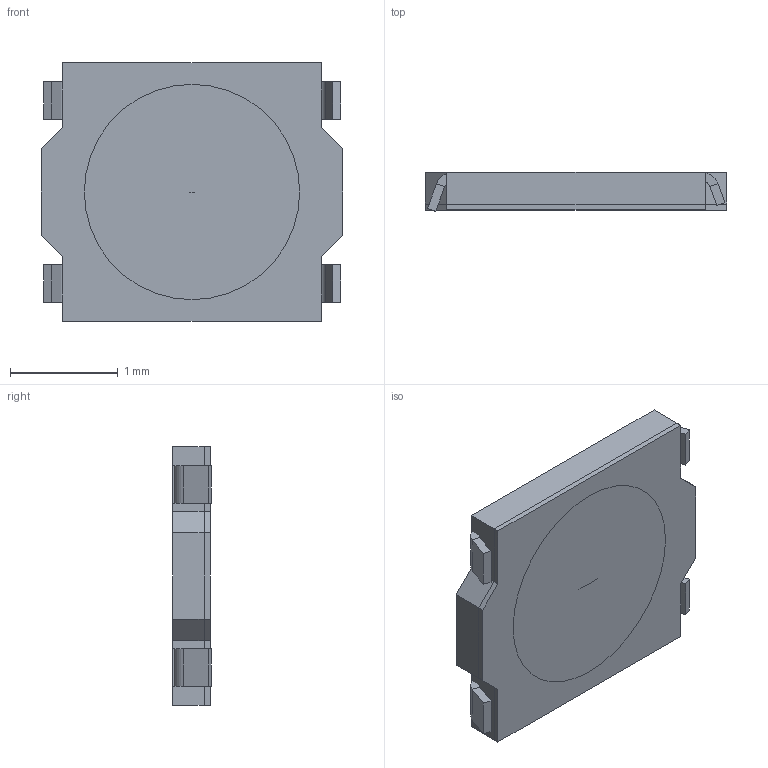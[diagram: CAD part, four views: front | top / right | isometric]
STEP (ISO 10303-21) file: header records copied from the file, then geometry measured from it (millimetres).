
FILE_DESCRIPTION((''),'2;1');
FILE_NAME('TSKH-286513_ASM','2019-11-13T',('clc'),(''),'CREO PARAMETRIC BY PTC INC, 2014190','CREO PARAMETRIC BY PTC INC, 2014190','');
FILE_SCHEMA(('CONFIG_CONTROL_DESIGN'));
Length unit declared in the file: millimetre
Products named in the file (5): HOUSING; TERMINAL1; DOME1; FILMTAPE; TSKH-286513_ASM
Assembly tree (4 placements, depth 2):
  TSKH-286513_ASM
    HOUSING
    TERMINAL1
    DOME1
    FILMTAPE
Bounding box: 2.8 x 0.36 x 2.4 mm (x, y, z)
Volume: 2.1 mm3; surface area: 41.7 mm2
Topology: 5 solids, 5 shells, 112 faces, 242 edges, 138 vertices
Faces by surface type: plane 98, cylinder 10, sphere 4
Entity records: 3021 total; most frequent: DIRECTION 508, CARTESIAN_POINT 497, ORIENTED_EDGE 476, EDGE_CURVE 238, VECTOR 210, LINE 210, AXIS2_PLACEMENT_3D 149, VERTEX_POINT 138
